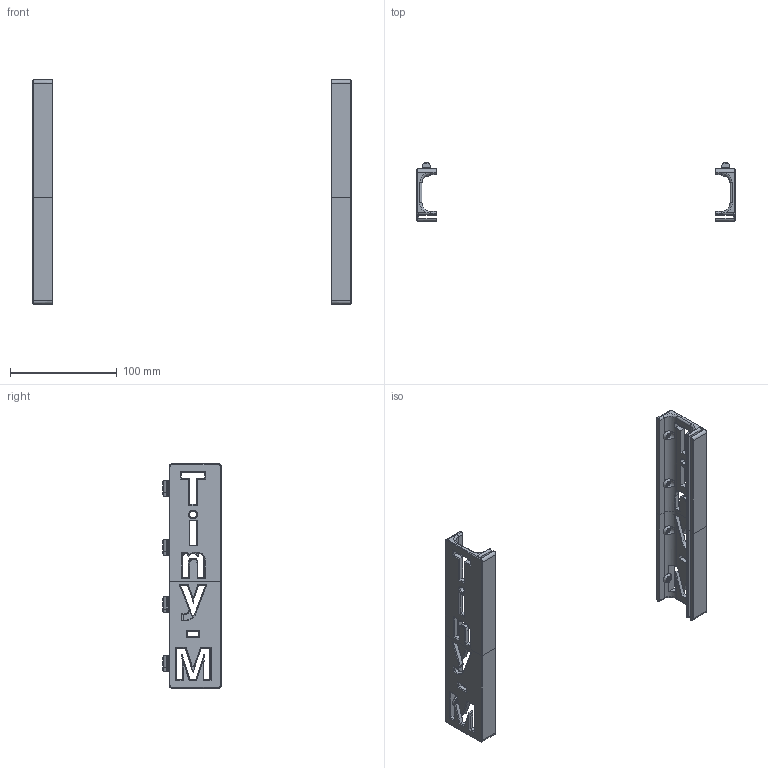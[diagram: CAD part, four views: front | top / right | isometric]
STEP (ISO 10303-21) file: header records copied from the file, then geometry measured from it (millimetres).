
FILE_DESCRIPTION(/* description */ ('STEP AP214'),/* implementation_level */ '2;1');
FILE_NAME(/* name */ '6032b96d0268a418a85ac451',/* time_stamp */ '2021-02-21T19:50:07+00:00',/* author */ (''),/* organization */ (''),/* preprocessor_version */ 'ST-DEVELOPER v18.1',/* originating_system */ ' ',/* authorisation */ ' ');
FILE_SCHEMA (('AUTOMOTIVE_DESIGN {1 0 10303 214 3 1 1}'));
Length unit declared in the file: metre
Products named in the file (7): ass_enclosure_deprecated; M5-T-Nut; enclosure_right_bottom; enclosure_left_top; ISO 7380-1 M5x10; enclosure_right_top; enclosure_left_bottom
Assembly tree (20 placements, depth 2):
  ass_enclosure_deprecated
    M5-T-Nut  x8
    enclosure_right_bottom
    enclosure_left_top
    ISO 7380-1 M5x10  x8
    enclosure_right_top
    enclosure_left_bottom
Bounding box: 298 x 55.2 x 209.8 mm (x, y, z)
Volume: 157103.3 mm3; surface area: 87631.5 mm2
Topology: 20 solids, 20 shells, 1075 faces, 2726 edges, 1683 vertices
Faces by surface type: plane 533, cylinder 242, bspline 139, cone 129, torus 24, sphere 8
Full cylindrical faces by diameter (mm): 4.134 x8, 5 x8, 5.3 x8, 10 x8
Entity records: 22200 total; most frequent: CARTESIAN_POINT 6335, ORIENTED_EDGE 3488, DIRECTION 2755, EDGE_CURVE 1744, VERTEX_POINT 1068, LINE 1025, VECTOR 1025, AXIS2_PLACEMENT_3D 865
